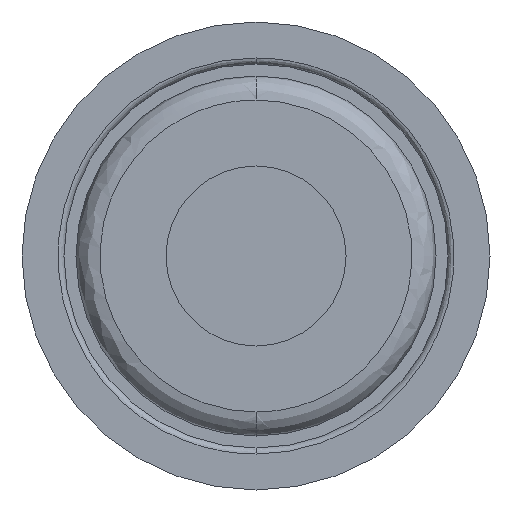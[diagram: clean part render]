
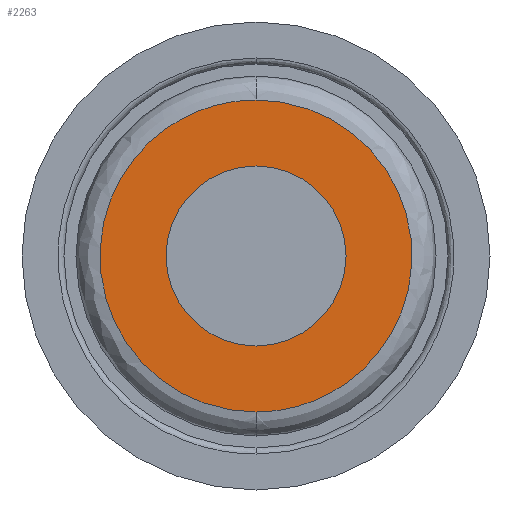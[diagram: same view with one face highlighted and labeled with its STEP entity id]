
A CAD part, front view. The second image highlights one B-rep face of the part: STEP entity #2263.
In plain terms, the highlighted planar face has unit normal (0, -1, 0).
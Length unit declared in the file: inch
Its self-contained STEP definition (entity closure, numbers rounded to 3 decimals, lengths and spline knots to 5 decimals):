
#80 = CARTESIAN_POINT ( 'NONE',  ( 0.55388, 0.02415, 0.87458 ) ) ;
#138 = ORIENTED_EDGE ( 'NONE', *, *, #2289, .F. ) ;
#328 = CARTESIAN_POINT ( 'NONE',  ( 0.84916, 0.02415, 1.38639 ) ) ;
#828 = FACE_OUTER_BOUND ( 'NONE', #3433, .T. ) ;
#853 = EDGE_CURVE ( 'NONE', #5585, #3380, #5011, .T. ) ;
#1012 = AXIS2_PLACEMENT_3D ( 'NONE', #1249, #4418, #1708 ) ;
#1103 = EDGE_CURVE ( 'NONE', #4016, #3718, #2316, .T. ) ;
#1117 = ORIENTED_EDGE ( 'NONE', *, *, #3612, .T. ) ;
#1239 = ORIENTED_EDGE ( 'NONE', *, *, #853, .F. ) ;
#1249 = CARTESIAN_POINT ( 'NONE',  ( 0.55388, 0.02415, 1.38639 ) ) ;
#1250 = CARTESIAN_POINT ( 'NONE',  ( 0.55388, 0.02415, 0.87458 ) ) ;
#1409 = EDGE_LOOP ( 'NONE', ( #2019, #1117 ) ) ;
#1708 = DIRECTION ( 'NONE',  ( 0., 0., -1. ) ) ;
#2019 = ORIENTED_EDGE ( 'NONE', *, *, #1103, .T. ) ;
#2263 = ADVANCED_FACE ( 'NONE', ( #4434, #828 ), #5303, .T. ) ;
#2289 = EDGE_CURVE ( 'NONE', #3380, #5585, #2784, .T. ) ;
#2316 = CIRCLE ( 'NONE', #1012, 0.29528 ) ;
#2552 = DIRECTION ( 'NONE',  ( 0., 1., 0. ) ) ;
#2588 = DIRECTION ( 'NONE',  ( 0., -1., 0. ) ) ;
#2680 = CARTESIAN_POINT ( 'NONE',  ( 0.55388, 0.02415, 1.8982 ) ) ;
#2730 = AXIS2_PLACEMENT_3D ( 'NONE', #328, #2588, #5747 ) ;
#2784 =( BOUNDED_CURVE ( )  B_SPLINE_CURVE ( 3, ( #3489, #5730, #3967, #1250 ),
 .UNSPECIFIED., .F., .F. ) 
 B_SPLINE_CURVE_WITH_KNOTS ( ( 4, 4 ),
 ( 0., 1. ),
 .UNSPECIFIED. ) 
 CURVE ( )  GEOMETRIC_REPRESENTATION_ITEM ( )  RATIONAL_B_SPLINE_CURVE ( ( 1., 0.333, 0.333, 1. ) ) 
 REPRESENTATION_ITEM ( '' )  );
#3227 = CARTESIAN_POINT ( 'NONE',  ( -0.46974, 0.02415, 0.87458 ) ) ;
#3369 = CIRCLE ( 'NONE', #5038, 0.29528 ) ;
#3380 = VERTEX_POINT ( 'NONE', #2680 ) ;
#3433 = EDGE_LOOP ( 'NONE', ( #138, #1239 ) ) ;
#3489 = CARTESIAN_POINT ( 'NONE',  ( 0.55388, 0.02415, 1.8982 ) ) ;
#3612 = EDGE_CURVE ( 'NONE', #3718, #4016, #3369, .T. ) ;
#3684 = CARTESIAN_POINT ( 'NONE',  ( 0.55388, 0.02415, 1.8982 ) ) ;
#3718 = VERTEX_POINT ( 'NONE', #4923 ) ;
#3749 = CARTESIAN_POINT ( 'NONE',  ( 0.55388, 0.02415, 0.87458 ) ) ;
#3967 = CARTESIAN_POINT ( 'NONE',  ( 1.5775, 0.02415, 0.87458 ) ) ;
#4016 = VERTEX_POINT ( 'NONE', #4699 ) ;
#4131 = CARTESIAN_POINT ( 'NONE',  ( -0.46974, 0.02415, 1.8982 ) ) ;
#4418 = DIRECTION ( 'NONE',  ( 0., 1., 0. ) ) ;
#4434 = FACE_BOUND ( 'NONE', #1409, .T. ) ;
#4699 = CARTESIAN_POINT ( 'NONE',  ( 0.55388, 0.02415, 1.09111 ) ) ;
#4923 = CARTESIAN_POINT ( 'NONE',  ( 0.55388, 0.02415, 1.68167 ) ) ;
#5011 =( BOUNDED_CURVE ( )  B_SPLINE_CURVE ( 3, ( #80, #3227, #4131, #3684 ),
 .UNSPECIFIED., .F., .F. ) 
 B_SPLINE_CURVE_WITH_KNOTS ( ( 4, 4 ),
 ( 0., 1. ),
 .UNSPECIFIED. ) 
 CURVE ( )  GEOMETRIC_REPRESENTATION_ITEM ( )  RATIONAL_B_SPLINE_CURVE ( ( 1., 0.333, 0.333, 1. ) ) 
 REPRESENTATION_ITEM ( '' )  );
#5038 = AXIS2_PLACEMENT_3D ( 'NONE', #5267, #2552, #5718 ) ;
#5267 = CARTESIAN_POINT ( 'NONE',  ( 0.55388, 0.02415, 1.38639 ) ) ;
#5303 = PLANE ( 'NONE',  #2730 ) ;
#5585 = VERTEX_POINT ( 'NONE', #3749 ) ;
#5718 = DIRECTION ( 'NONE',  ( 0., 0., -1. ) ) ;
#5730 = CARTESIAN_POINT ( 'NONE',  ( 1.5775, 0.02415, 1.8982 ) ) ;
#5747 = DIRECTION ( 'NONE',  ( 0., 0., -1. ) ) ;
